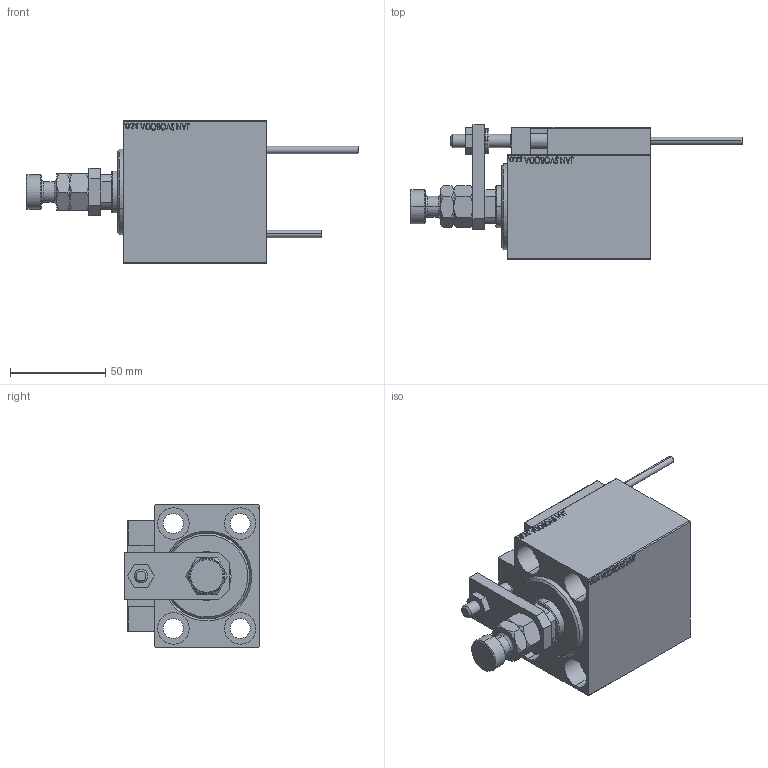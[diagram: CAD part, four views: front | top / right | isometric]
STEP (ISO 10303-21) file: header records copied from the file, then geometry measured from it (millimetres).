
FILE_DESCRIPTION (( 'STEP AP203' ), '1' );
FILE_NAME ('5bff.STEP', '2024-02-12T10:24:50', ( '' ), ( '' ), 'SwSTEP 2.0', 'SolidWorks 2019', '' );
FILE_SCHEMA (( 'CONFIG_CONTROL_DESIGN' ));
Length unit declared in the file: millimetre
Products named in the file (16): X_Y_MFA 6ac0150e10643e59e5971ce51a07802e; SWITCH_X_FRONT_BACK 6ac0150e10643e59e5971ce51a07802e; ALLEN BOLT D8 6ac0150e10643e59e5971ce51a07802e; MAGNET 6ac0150e10643e59e5971ce51a07802e; ALLEN BOLT D5 6ac0150e10643e59e5971ce51a07802e; SWITCH X 6ac0150e10643e59e5971ce51a07802e; SWITCH DIM B,W 6ac0150e10643e59e5971ce51a07802e; TYC_L79 6ac0150e10643e59e5971ce51a07802e; V450CM_C_VCP 6ac0150e10643e59e5971ce51a07802e; Block 6ac0150e10643e59e5971ce51a07802e; V450CM_C_Body 6ac0150e10643e59e5971ce51a07802e; V450CM_VC_B 6ac0150e10643e59e5971ce51a07802e; NUT_D12 6ac0150e10643e59e5971ce51a07802e; 5bff; KONCOVKA 6ac0150e10643e59e5971ce51a07802e; ZARAZKA 6ac0150e10643e59e5971ce51a07802e
Assembly tree (25 placements, depth 3):
  5bff
    V450CM_C_Body 6ac0150e10643e59e5971ce51a07802e
    SWITCH X 6ac0150e10643e59e5971ce51a07802e
      SWITCH_X_FRONT_BACK 6ac0150e10643e59e5971ce51a07802e  x2
      TYC_L79 6ac0150e10643e59e5971ce51a07802e
      Block 6ac0150e10643e59e5971ce51a07802e  x2
      ALLEN BOLT D5 6ac0150e10643e59e5971ce51a07802e  x4
      ALLEN BOLT D8 6ac0150e10643e59e5971ce51a07802e  x4
      MAGNET 6ac0150e10643e59e5971ce51a07802e  x2
      KONCOVKA 6ac0150e10643e59e5971ce51a07802e  x2
    NUT_D12 6ac0150e10643e59e5971ce51a07802e
    SWITCH DIM B,W 6ac0150e10643e59e5971ce51a07802e
    ZARAZKA 6ac0150e10643e59e5971ce51a07802e
    V450CM_C_VCP 6ac0150e10643e59e5971ce51a07802e
    V450CM_VC_B 6ac0150e10643e59e5971ce51a07802e
    X_Y_MFA 6ac0150e10643e59e5971ce51a07802e
Bounding box: 174 x 70.5 x 75 mm (x, y, z)
Volume: 323578.7 mm3; surface area: 86562.4 mm2
Topology: 24 solids, 24 shells, 1324 faces, 3150 edges, 2005 vertices
Faces by surface type: plane 574, bspline 380, cylinder 184, cone 134, torus 48, sphere 4
Entity records: 51536 total; most frequent: CARTESIAN_POINT 26397, ORIENTED_EDGE 5320, DIRECTION 3608, EDGE_CURVE 2660, VERTEX_POINT 1729, LINE 1496, VECTOR 1496, EDGE_LOOP 1233
